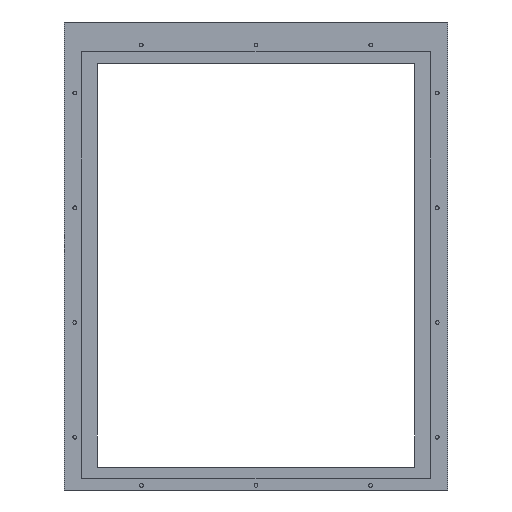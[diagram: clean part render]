
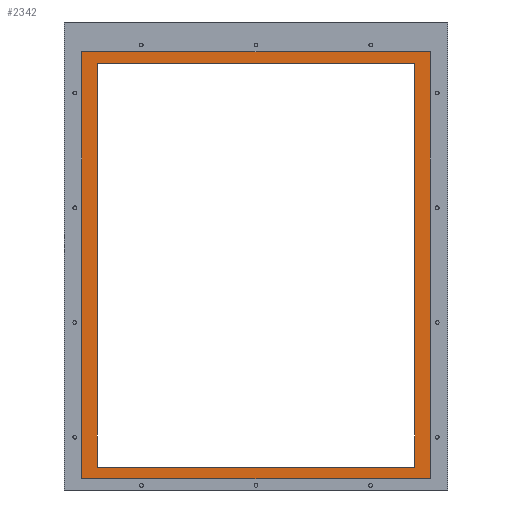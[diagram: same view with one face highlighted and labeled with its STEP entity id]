
A CAD part, front view. The second image highlights one B-rep face of the part: STEP entity #2342.
In plain terms, the highlighted planar face has unit normal (0, -1, 0).
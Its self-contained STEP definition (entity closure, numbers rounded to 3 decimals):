
#2295=AXIS2_PLACEMENT_3D('Plane Axis2P3D',#2292,#2293,#2294) ;
#2148=CARTESIAN_POINT('Vertex',(261.901,1.5,357.5)) ;
#2164=CARTESIAN_POINT('Vertex',(261.901,1.5,5.5)) ;
#2167=CARTESIAN_POINT('Line Origine',(261.901,1.5,181.5)) ;
#2191=CARTESIAN_POINT('Line Origine',(123.401,1.5,357.5)) ;
#2195=CARTESIAN_POINT('Vertex',(-15.099,1.5,357.5)) ;
#2270=CARTESIAN_POINT('Vertex',(-15.099,1.5,5.5)) ;
#2273=CARTESIAN_POINT('Line Origine',(123.401,1.5,5.5)) ;
#2292=CARTESIAN_POINT('Axis2P3D Location',(-28.599,1.5,207.5)) ;
#2297=CARTESIAN_POINT('Line Origine',(275.401,1.5,181.5)) ;
#2301=CARTESIAN_POINT('Vertex',(275.401,1.5,367.5)) ;
#2303=CARTESIAN_POINT('Vertex',(275.401,1.5,-4.5)) ;
#2306=CARTESIAN_POINT('Line Origine',(123.401,1.5,367.5)) ;
#2310=CARTESIAN_POINT('Vertex',(-28.599,1.5,367.5)) ;
#2313=CARTESIAN_POINT('Line Origine',(-28.599,1.5,181.5)) ;
#2317=CARTESIAN_POINT('Vertex',(-28.599,1.5,-4.5)) ;
#2320=CARTESIAN_POINT('Line Origine',(123.401,1.5,-4.5)) ;
#2331=CARTESIAN_POINT('Line Origine',(-15.099,1.5,181.5)) ;
#2168=DIRECTION('Vector Direction',(0.,0.,-1.)) ;
#2192=DIRECTION('Vector Direction',(-1.,0.,0.)) ;
#2274=DIRECTION('Vector Direction',(-1.,0.,0.)) ;
#2293=DIRECTION('Axis2P3D Direction',(0.,1.,0.)) ;
#2294=DIRECTION('Axis2P3D XDirection',(1.,0.,0.)) ;
#2298=DIRECTION('Vector Direction',(0.,0.,-1.)) ;
#2307=DIRECTION('Vector Direction',(-1.,0.,0.)) ;
#2314=DIRECTION('Vector Direction',(0.,0.,-1.)) ;
#2321=DIRECTION('Vector Direction',(-1.,0.,0.)) ;
#2332=DIRECTION('Vector Direction',(0.,0.,-1.)) ;
#2169=VECTOR('Line Direction',#2168,1.) ;
#2193=VECTOR('Line Direction',#2192,1.) ;
#2275=VECTOR('Line Direction',#2274,1.) ;
#2299=VECTOR('Line Direction',#2298,1.) ;
#2308=VECTOR('Line Direction',#2307,1.) ;
#2315=VECTOR('Line Direction',#2314,1.) ;
#2322=VECTOR('Line Direction',#2321,1.) ;
#2333=VECTOR('Line Direction',#2332,1.) ;
#2326=ORIENTED_EDGE('',*,*,#2305,.F.) ;
#2327=ORIENTED_EDGE('',*,*,#2312,.T.) ;
#2328=ORIENTED_EDGE('',*,*,#2319,.F.) ;
#2329=ORIENTED_EDGE('',*,*,#2324,.F.) ;
#2337=ORIENTED_EDGE('',*,*,#2197,.F.) ;
#2338=ORIENTED_EDGE('',*,*,#2171,.T.) ;
#2339=ORIENTED_EDGE('',*,*,#2277,.T.) ;
#2340=ORIENTED_EDGE('',*,*,#2335,.F.) ;
#2341=FACE_BOUND('',#2336,.T.) ;
#2342=ADVANCED_FACE('RB6590001_1PA_001_00_MOSTRINA_PER ESTRAIBILE(FLANGE)',(#2330,#2341),#2296,.F.) ;
#2171=EDGE_CURVE('',#2149,#2165,#2170,.T.) ;
#2197=EDGE_CURVE('',#2149,#2196,#2194,.T.) ;
#2277=EDGE_CURVE('',#2165,#2271,#2276,.T.) ;
#2305=EDGE_CURVE('',#2302,#2304,#2300,.T.) ;
#2312=EDGE_CURVE('',#2302,#2311,#2309,.T.) ;
#2319=EDGE_CURVE('',#2318,#2311,#2316,.F.) ;
#2324=EDGE_CURVE('',#2304,#2318,#2323,.T.) ;
#2335=EDGE_CURVE('',#2196,#2271,#2334,.T.) ;
#2325=EDGE_LOOP('',(#2326,#2327,#2328,#2329)) ;
#2336=EDGE_LOOP('',(#2337,#2338,#2339,#2340)) ;
#2330=FACE_OUTER_BOUND('',#2325,.T.) ;
#2170=LINE('Line',#2167,#2169) ;
#2194=LINE('Line',#2191,#2193) ;
#2276=LINE('Line',#2273,#2275) ;
#2300=LINE('Line',#2297,#2299) ;
#2309=LINE('Line',#2306,#2308) ;
#2316=LINE('Line',#2313,#2315) ;
#2323=LINE('Line',#2320,#2322) ;
#2334=LINE('Line',#2331,#2333) ;
#2296=PLANE('',#2295) ;
#2149=VERTEX_POINT('',#2148) ;
#2165=VERTEX_POINT('',#2164) ;
#2196=VERTEX_POINT('',#2195) ;
#2271=VERTEX_POINT('',#2270) ;
#2302=VERTEX_POINT('',#2301) ;
#2304=VERTEX_POINT('',#2303) ;
#2311=VERTEX_POINT('',#2310) ;
#2318=VERTEX_POINT('',#2317) ;
